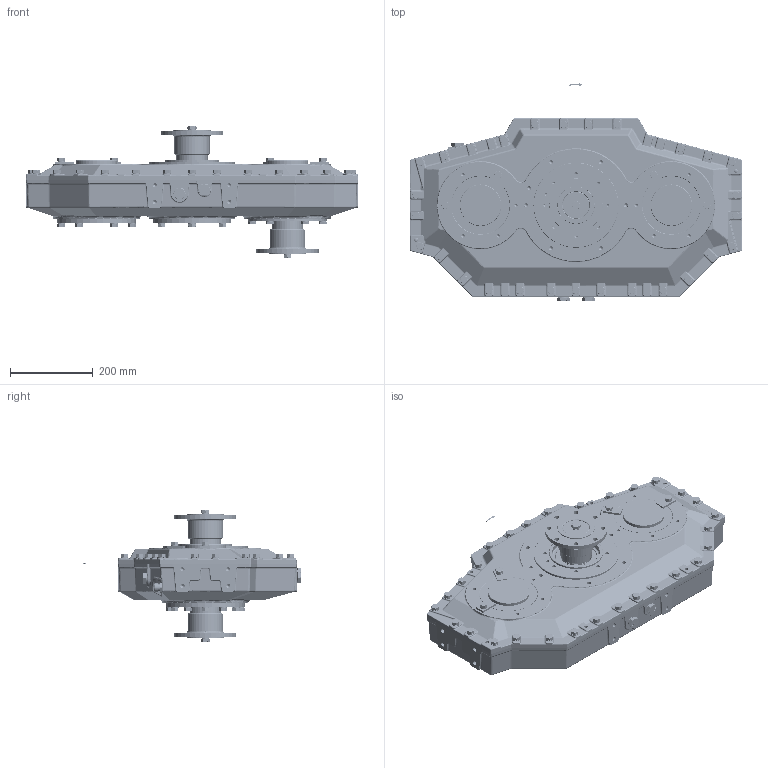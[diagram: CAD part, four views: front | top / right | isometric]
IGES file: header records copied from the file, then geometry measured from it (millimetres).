
Start section: SolidWorks IGES file using analytic representation for surfaces
Global section: file name: 1029019AB.igs; native system: SolidWorks 2017; preprocessor: SolidWorks 2017; author: smtservice; date: 191023.102927; units: millimetre
Bounding box: 800 x 525.04 x 317 mm (x, y, z)
Surface area: 2700331.3 mm2 (no closed solid volume)
Topology: 0 solids, 0 shells, 7070 faces, 94232 edges, 94061 vertices
Faces by surface type: bspline 3712, revolution 3358
